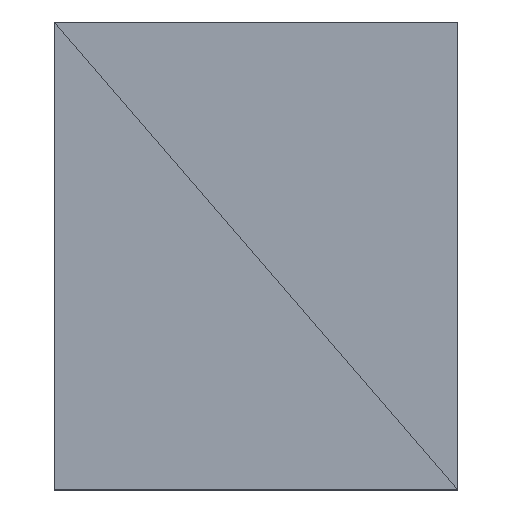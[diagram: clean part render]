
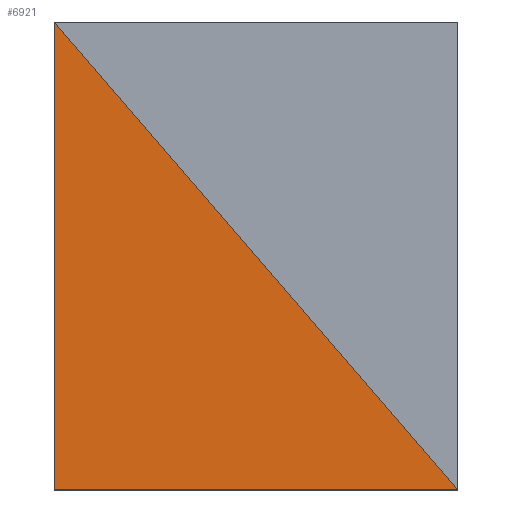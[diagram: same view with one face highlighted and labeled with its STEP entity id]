
A CAD part, top view. The second image highlights one B-rep face of the part: STEP entity #6921.
In plain terms, the highlighted planar face has unit normal (0, 0, 1).
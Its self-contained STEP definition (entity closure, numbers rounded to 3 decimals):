
#6921 = ADVANCED_FACE('',(#6922),#6936,.T.);
#6922 = FACE_BOUND('',#6923,.T.);
#6923 = EDGE_LOOP('',(#6924,#6958,#6985));
#6924 = ORIENTED_EDGE('',*,*,#6925,.T.);
#6925 = EDGE_CURVE('',#6926,#6928,#6930,.T.);
#6926 = VERTEX_POINT('',#6927);
#6927 = CARTESIAN_POINT('',(7650.,0.,12700.));
#6928 = VERTEX_POINT('',#6929);
#6929 = CARTESIAN_POINT('',(-7650.,17740.,12700.));
#6930 = SURFACE_CURVE('',#6931,(#6935,#6947),.PCURVE_S1.);
#6931 = LINE('',#6932,#6933);
#6932 = CARTESIAN_POINT('',(7650.,0.,12700.));
#6933 = VECTOR('',#6934,1.);
#6934 = DIRECTION('',(-0.653,0.757,0.));
#6935 = PCURVE('',#6936,#6941);
#6936 = PLANE('',#6937);
#6937 = AXIS2_PLACEMENT_3D('',#6938,#6939,#6940);
#6938 = CARTESIAN_POINT('',(-2403.393,6466.607,
    12700.));
#6939 = DIRECTION('',(0.,0.,1.));
#6940 = DIRECTION('',(1.,0.,-0.));
#6941 = DEFINITIONAL_REPRESENTATION('',(#6942),#6946);
#6942 = LINE('',#6943,#6944);
#6943 = CARTESIAN_POINT('',(10053.393,-6466.607));
#6944 = VECTOR('',#6945,1.);
#6945 = DIRECTION('',(-0.653,0.757));
#6946 = ( GEOMETRIC_REPRESENTATION_CONTEXT(2) 
PARAMETRIC_REPRESENTATION_CONTEXT() REPRESENTATION_CONTEXT('2D SPACE',''
  ) );
#6947 = PCURVE('',#6948,#6953);
#6948 = PLANE('',#6949);
#6949 = AXIS2_PLACEMENT_3D('',#6950,#6951,#6952);
#6950 = CARTESIAN_POINT('',(2403.393,11273.393,
    12700.));
#6951 = DIRECTION('',(0.,0.,1.));
#6952 = DIRECTION('',(1.,0.,-0.));
#6953 = DEFINITIONAL_REPRESENTATION('',(#6954),#6957);
#6954 = B_SPLINE_CURVE_WITH_KNOTS('',1,(#6955,#6956),.UNSPECIFIED.,.F.,
  .F.,(2,2),(0.,23426.43),.PIECEWISE_BEZIER_KNOTS.);
#6955 = CARTESIAN_POINT('',(5246.607,-11273.393));
#6956 = CARTESIAN_POINT('',(-10053.393,6466.607));
#6957 = ( GEOMETRIC_REPRESENTATION_CONTEXT(2) 
PARAMETRIC_REPRESENTATION_CONTEXT() REPRESENTATION_CONTEXT('2D SPACE',''
  ) );
#6958 = ORIENTED_EDGE('',*,*,#6959,.T.);
#6959 = EDGE_CURVE('',#6928,#6960,#6962,.T.);
#6960 = VERTEX_POINT('',#6961);
#6961 = CARTESIAN_POINT('',(-7650.,0.,12700.));
#6962 = SURFACE_CURVE('',#6963,(#6967,#6974),.PCURVE_S1.);
#6963 = LINE('',#6964,#6965);
#6964 = CARTESIAN_POINT('',(-7650.,17740.,12700.));
#6965 = VECTOR('',#6966,1.);
#6966 = DIRECTION('',(0.,-1.,0.));
#6967 = PCURVE('',#6936,#6968);
#6968 = DEFINITIONAL_REPRESENTATION('',(#6969),#6973);
#6969 = LINE('',#6970,#6971);
#6970 = CARTESIAN_POINT('',(-5246.607,11273.393));
#6971 = VECTOR('',#6972,1.);
#6972 = DIRECTION('',(0.,-1.));
#6973 = ( GEOMETRIC_REPRESENTATION_CONTEXT(2) 
PARAMETRIC_REPRESENTATION_CONTEXT() REPRESENTATION_CONTEXT('2D SPACE',''
  ) );
#6974 = PCURVE('',#6975,#6980);
#6975 = PLANE('',#6976);
#6976 = AXIS2_PLACEMENT_3D('',#6977,#6978,#6979);
#6977 = CARTESIAN_POINT('',(-7650.,6714.342,
    8505.658));
#6978 = DIRECTION('',(-1.,-0.,-0.));
#6979 = DIRECTION('',(0.,0.,-1.));
#6980 = DEFINITIONAL_REPRESENTATION('',(#6981),#6984);
#6981 = B_SPLINE_CURVE_WITH_KNOTS('',1,(#6982,#6983),.UNSPECIFIED.,.F.,
  .F.,(2,2),(0.,17740.),.PIECEWISE_BEZIER_KNOTS.);
#6982 = CARTESIAN_POINT('',(-4194.342,-11025.658));
#6983 = CARTESIAN_POINT('',(-4194.342,6714.342));
#6984 = ( GEOMETRIC_REPRESENTATION_CONTEXT(2) 
PARAMETRIC_REPRESENTATION_CONTEXT() REPRESENTATION_CONTEXT('2D SPACE',''
  ) );
#6985 = ORIENTED_EDGE('',*,*,#6986,.T.);
#6986 = EDGE_CURVE('',#6960,#6926,#6987,.T.);
#6987 = SURFACE_CURVE('',#6988,(#6992,#6999),.PCURVE_S1.);
#6988 = LINE('',#6989,#6990);
#6989 = CARTESIAN_POINT('',(-7650.,0.,12700.));
#6990 = VECTOR('',#6991,1.);
#6991 = DIRECTION('',(1.,0.,0.));
#6992 = PCURVE('',#6936,#6993);
#6993 = DEFINITIONAL_REPRESENTATION('',(#6994),#6998);
#6994 = LINE('',#6995,#6996);
#6995 = CARTESIAN_POINT('',(-5246.607,-6466.607));
#6996 = VECTOR('',#6997,1.);
#6997 = DIRECTION('',(1.,0.));
#6998 = ( GEOMETRIC_REPRESENTATION_CONTEXT(2) 
PARAMETRIC_REPRESENTATION_CONTEXT() REPRESENTATION_CONTEXT('2D SPACE',''
  ) );
#6999 = PCURVE('',#7000,#7005);
#7000 = PLANE('',#7001);
#7001 = AXIS2_PLACEMENT_3D('',#7002,#7003,#7004);
#7002 = CARTESIAN_POINT('',(-214.1,0.,12110.412));
#7003 = DIRECTION('',(-0.,-1.,-0.));
#7004 = DIRECTION('',(0.,0.,-1.));
#7005 = DEFINITIONAL_REPRESENTATION('',(#7006),#7009);
#7006 = B_SPLINE_CURVE_WITH_KNOTS('',1,(#7007,#7008),.UNSPECIFIED.,.F.,
  .F.,(2,2),(0.,15300.),.PIECEWISE_BEZIER_KNOTS.);
#7007 = CARTESIAN_POINT('',(-589.588,-7435.9));
#7008 = CARTESIAN_POINT('',(-589.588,7864.1));
#7009 = ( GEOMETRIC_REPRESENTATION_CONTEXT(2) 
PARAMETRIC_REPRESENTATION_CONTEXT() REPRESENTATION_CONTEXT('2D SPACE',''
  ) );
